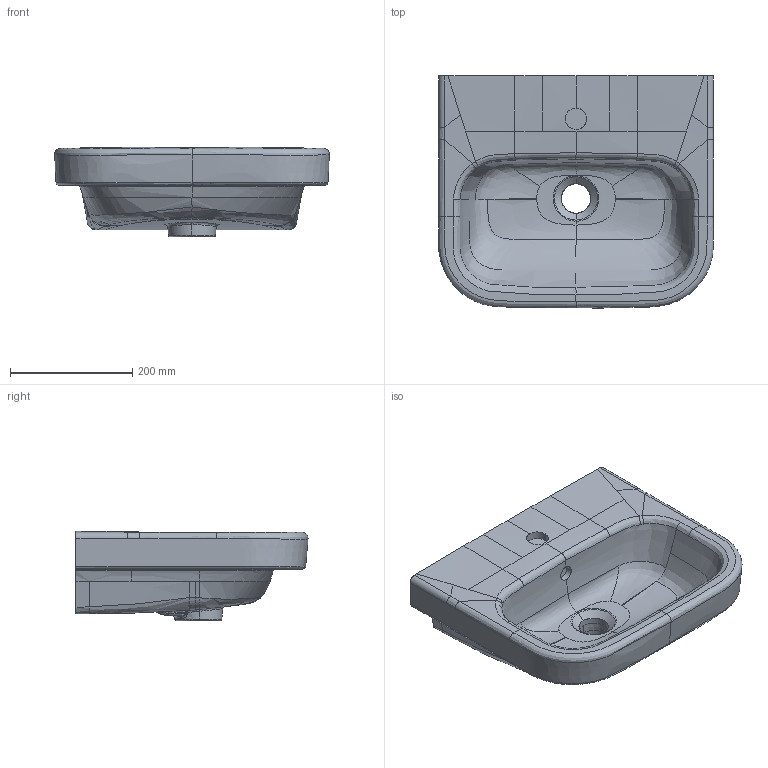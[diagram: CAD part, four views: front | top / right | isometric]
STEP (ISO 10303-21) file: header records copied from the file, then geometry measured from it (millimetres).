
FILE_DESCRIPTION(/* description */ (''),/* implementation_level */ '2;1');
FILE_NAME(/* name */ '437345_0A-Relaunch_HWB45.stp',/* time_stamp */ '2019-02-21T07:26:24+01:00',/* author */ (''),/* organization */ (''),/* preprocessor_version */ 'ST-DEVELOPER v16',/* originating_system */ 'SIEMENS PLM Software NX 10.0',/* authorisation */ '');
FILE_SCHEMA (('AUTOMOTIVE_DESIGN { 1 0 10303 214 3 1 1 1 }'));
Products named in the file (1): rupp1CE85C959gcg
Bounding box: 448.97 x 379.29 x 146.8 mm (x, y, z)
Volume: 10856738 mm3; surface area: 553237.2 mm2
Topology: 1 solids, 1 shells, 180 faces, 480 edges, 297 vertices
Faces by surface type: bspline 163, plane 13, cylinder 3, extrusion 1
Full cylindrical faces by diameter (mm): 35 x1, 48 x2
Entity records: 47701 total; most frequent: CARTESIAN_POINT 44711, ORIENTED_EDGE 938, EDGE_CURVE 469, B_SPLINE_CURVE_WITH_KNOTS 425, VERTEX_POINT 296, EDGE_LOOP 187, ADVANCED_FACE 180, FACE_OUTER_BOUND 173
